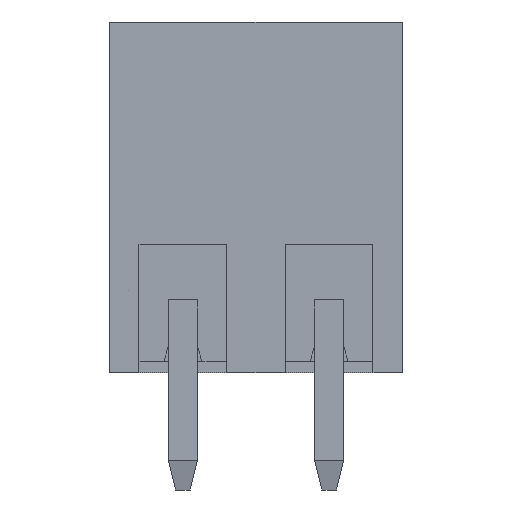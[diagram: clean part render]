
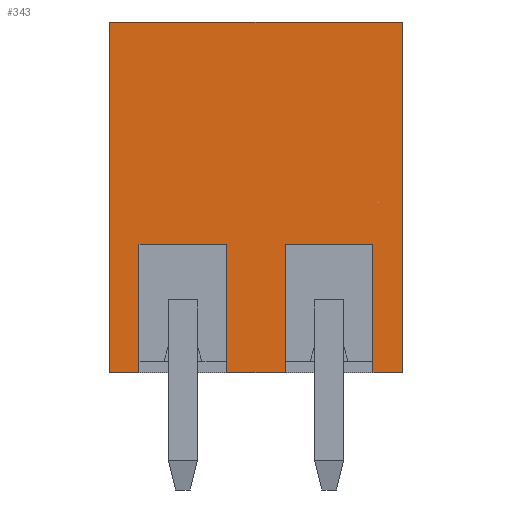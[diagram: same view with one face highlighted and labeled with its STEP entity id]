
A CAD part, front view. The second image highlights one B-rep face of the part: STEP entity #343.
In plain terms, the highlighted planar face has unit normal (0, -1, 0).
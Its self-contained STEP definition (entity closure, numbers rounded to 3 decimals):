
#343 = ADVANCED_FACE( '', ( #665 ), #666, .T. );
#665 = FACE_OUTER_BOUND( '', #969, .T. );
#666 = PLANE( '', #970 );
#969 = EDGE_LOOP( '', ( #1804, #1805, #1806, #1807, #1808, #1809, #1810, #1811, #1812, #1813, #1814, #1815 ) );
#970 = AXIS2_PLACEMENT_3D( '', #1816, #1817, #1818 );
#1804 = ORIENTED_EDGE( '', *, *, #1874, .T. );
#1805 = ORIENTED_EDGE( '', *, *, #2033, .F. );
#1806 = ORIENTED_EDGE( '', *, *, #2069, .F. );
#1807 = ORIENTED_EDGE( '', *, *, #1949, .F. );
#1808 = ORIENTED_EDGE( '', *, *, #2077, .F. );
#1809 = ORIENTED_EDGE( '', *, *, #1895, .T. );
#1810 = ORIENTED_EDGE( '', *, *, #2180, .F. );
#1811 = ORIENTED_EDGE( '', *, *, #2082, .F. );
#1812 = ORIENTED_EDGE( '', *, *, #2035, .F. );
#1813 = ORIENTED_EDGE( '', *, *, #2209, .T. );
#1814 = ORIENTED_EDGE( '', *, *, #2071, .F. );
#1815 = ORIENTED_EDGE( '', *, *, #2045, .T. );
#1816 = CARTESIAN_POINT( '', ( 5., -4.25, -6. ) );
#1817 = DIRECTION( '', ( 0., -1., 0. ) );
#1818 = DIRECTION( '', ( 0., 0., -1. ) );
#1874 = EDGE_CURVE( '', #2222, #2219, #2223, .T. );
#1895 = EDGE_CURVE( '', #2260, #2258, #2261, .T. );
#1949 = EDGE_CURVE( '', #2354, #2349, #2356, .T. );
#2033 = EDGE_CURVE( '', #2490, #2219, #2492, .T. );
#2035 = EDGE_CURVE( '', #2494, #2495, #2496, .T. );
#2045 = EDGE_CURVE( '', #2512, #2222, #2513, .T. );
#2069 = EDGE_CURVE( '', #2349, #2490, #2549, .T. );
#2071 = EDGE_CURVE( '', #2512, #2551, #2552, .T. );
#2077 = EDGE_CURVE( '', #2260, #2354, #2559, .T. );
#2082 = EDGE_CURVE( '', #2495, #2562, #2565, .T. );
#2180 = EDGE_CURVE( '', #2562, #2258, #2689, .T. );
#2209 = EDGE_CURVE( '', #2494, #2551, #2721, .T. );
#2219 = VERTEX_POINT( '', #2731 );
#2222 = VERTEX_POINT( '', #2735 );
#2223 = LINE( '', #2736, #2737 );
#2258 = VERTEX_POINT( '', #2783 );
#2260 = VERTEX_POINT( '', #2786 );
#2261 = LINE( '', #2787, #2788 );
#2349 = VERTEX_POINT( '', #2918 );
#2354 = VERTEX_POINT( '', #2926 );
#2356 = LINE( '', #2929, #2930 );
#2490 = VERTEX_POINT( '', #3125 );
#2492 = LINE( '', #3128, #3129 );
#2494 = VERTEX_POINT( '', #3131 );
#2495 = VERTEX_POINT( '', #3132 );
#2496 = LINE( '', #3133, #3134 );
#2512 = VERTEX_POINT( '', #3158 );
#2513 = LINE( '', #3159, #3160 );
#2549 = LINE( '', #3213, #3214 );
#2551 = VERTEX_POINT( '', #3217 );
#2552 = LINE( '', #3218, #3219 );
#2559 = LINE( '', #3229, #3230 );
#2562 = VERTEX_POINT( '', #3234 );
#2565 = LINE( '', #3239, #3240 );
#2689 = LINE( '', #3424, #3425 );
#2721 = LINE( '', #3469, #3470 );
#2731 = CARTESIAN_POINT( '', ( -5., -4.25, 6. ) );
#2735 = CARTESIAN_POINT( '', ( 5., -4.25, 6. ) );
#2736 = CARTESIAN_POINT( '', ( 5., -4.25, 6. ) );
#2737 = VECTOR( '', #3481, 1000. );
#2783 = CARTESIAN_POINT( '', ( -1., -4.25, -6. ) );
#2786 = CARTESIAN_POINT( '', ( -1., -4.25, -1.6 ) );
#2787 = CARTESIAN_POINT( '', ( -1., -4.25, -5.6 ) );
#2788 = VECTOR( '', #3509, 1000. );
#2918 = CARTESIAN_POINT( '', ( -4., -4.25, -6. ) );
#2926 = CARTESIAN_POINT( '', ( -4., -4.25, -1.6 ) );
#2929 = CARTESIAN_POINT( '', ( -4., -4.25, -5.6 ) );
#2930 = VECTOR( '', #3556, 1000. );
#3125 = CARTESIAN_POINT( '', ( -5., -4.25, -6. ) );
#3128 = CARTESIAN_POINT( '', ( -5., -4.25, -6. ) );
#3129 = VECTOR( '', #3631, 1000. );
#3131 = CARTESIAN_POINT( '', ( 4., -4.25, -1.6 ) );
#3132 = CARTESIAN_POINT( '', ( 1., -4.25, -1.6 ) );
#3133 = CARTESIAN_POINT( '', ( 4., -4.25, -1.6 ) );
#3134 = VECTOR( '', #3632, 1000. );
#3158 = CARTESIAN_POINT( '', ( 5., -4.25, -6. ) );
#3159 = CARTESIAN_POINT( '', ( 5., -4.25, -6. ) );
#3160 = VECTOR( '', #3641, 1000. );
#3213 = CARTESIAN_POINT( '', ( 5., -4.25, -6. ) );
#3214 = VECTOR( '', #3662, 1000. );
#3217 = CARTESIAN_POINT( '', ( 4., -4.25, -6. ) );
#3218 = CARTESIAN_POINT( '', ( 5., -4.25, -6. ) );
#3219 = VECTOR( '', #3664, 1000. );
#3229 = CARTESIAN_POINT( '', ( -1., -4.25, -1.6 ) );
#3230 = VECTOR( '', #3668, 1000. );
#3234 = CARTESIAN_POINT( '', ( 1., -4.25, -6. ) );
#3239 = CARTESIAN_POINT( '', ( 1., -4.25, -5.6 ) );
#3240 = VECTOR( '', #3672, 1000. );
#3424 = CARTESIAN_POINT( '', ( 5., -4.25, -6. ) );
#3425 = VECTOR( '', #3745, 1000. );
#3469 = CARTESIAN_POINT( '', ( 4., -4.25, -5.6 ) );
#3470 = VECTOR( '', #3758, 1000. );
#3481 = DIRECTION( '', ( -1., 0., 0. ) );
#3509 = DIRECTION( '', ( 0., 0., -1. ) );
#3556 = DIRECTION( '', ( 0., 0., -1. ) );
#3631 = DIRECTION( '', ( 0., 0., 1. ) );
#3632 = DIRECTION( '', ( -1., 0., 0. ) );
#3641 = DIRECTION( '', ( 0., 0., 1. ) );
#3662 = DIRECTION( '', ( -1., 0., 0. ) );
#3664 = DIRECTION( '', ( -1., 0., 0. ) );
#3668 = DIRECTION( '', ( -1., 0., 0. ) );
#3672 = DIRECTION( '', ( 0., 0., -1. ) );
#3745 = DIRECTION( '', ( -1., 0., 0. ) );
#3758 = DIRECTION( '', ( 0., 0., -1. ) );
